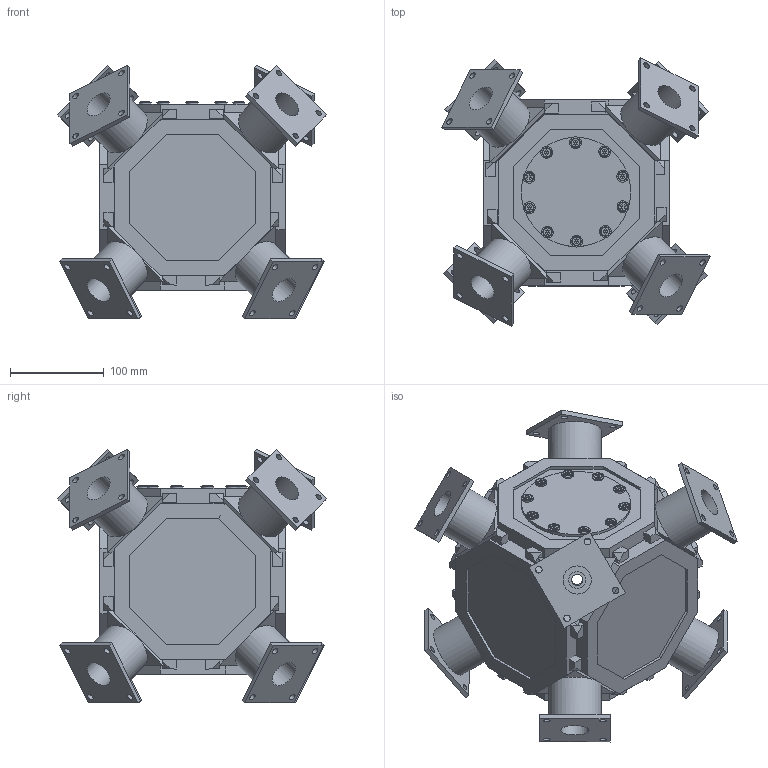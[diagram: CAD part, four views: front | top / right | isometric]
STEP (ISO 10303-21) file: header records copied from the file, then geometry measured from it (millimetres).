
FILE_DESCRIPTION(/* description */ (''),/* implementation_level */ '2;1');
FILE_NAME(/* name */ 'OctagonBodywWindows_materialprops v6.step',/* time_stamp */ '2025-09-03T10:32:46-04:00',/* author */ (''),/* organization */ (''),/* preprocessor_version */ 'ST-DEVELOPER v20.1',/* originating_system */ 'Autodesk Translation Framework v14.10.0.0',/* authorisation */ '');
FILE_SCHEMA (('AUTOMOTIVE_DESIGN { 1 0 10303 214 3 1 1 }'));
Length unit declared in the file: millimetre
Products named in the file (11): OctagonBodywWindows_materialprops; Component1; Component2; Component3; Component4; Component5; Component6; Component7; TraingleFace_SteelCube_base_05Aug2024; BW BS 4320 - M6 E Steel 100 HV Plain; BSHCS ANSI B18.3.1M - M6x1 x 10 Stainless Steel 304 Plain
Assembly tree (35 placements, depth 2):
  OctagonBodywWindows_materialprops
    Component1
    Component2
    Component3
    Component4
    Component5
    Component6
    Component7
    TraingleFace_SteelCube_base_05Aug2024  x8
    BW BS 4320 - M6 E Steel 100 HV Plain  x10
    BSHCS ANSI B18.3.1M - M6x1 x 10 Stainless Steel 304 Plain  x10
Bounding box: 286.66 x 286.66 x 270.55 mm (x, y, z)
Volume: 1837566.4 mm3; surface area: 697769.8 mm2
Topology: 44 solids, 44 shells, 1079 faces, 2507 edges, 1592 vertices
Faces by surface type: plane 854, cylinder 205, cone 10, torus 10
Full cylindrical faces by diameter (mm): 5.884 x10, 6.5 x20, 6.6 x10, 7 x32, 10 x10, 12 x8, 12.5 x10, 18 x16, 21.52 x8, 23 x8, 30 x8, 56 x8, 95 x1, 116.616 x1
Entity records: 13877 total; most frequent: CARTESIAN_POINT 2336, DIRECTION 2313, ORIENTED_EDGE 2236, EDGE_CURVE 1118, LINE 933, VECTOR 933, VERTEX_POINT 713, AXIS2_PLACEMENT_3D 690
